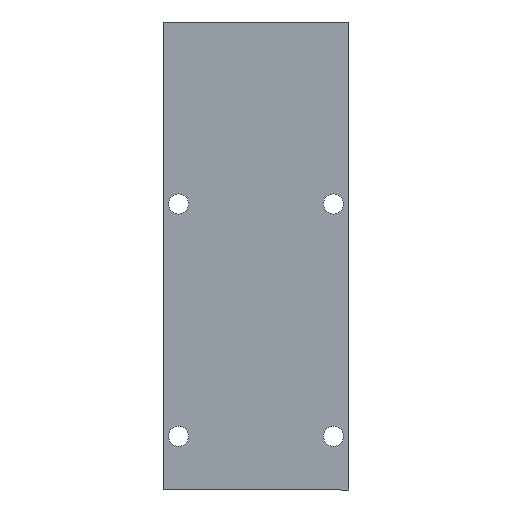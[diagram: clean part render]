
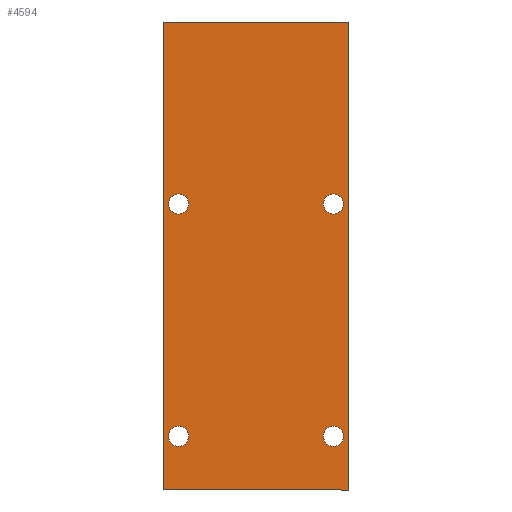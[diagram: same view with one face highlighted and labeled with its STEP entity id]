
A CAD part, front view. The second image highlights one B-rep face of the part: STEP entity #4594.
In plain terms, the highlighted planar face has unit normal (0, -1, 0).
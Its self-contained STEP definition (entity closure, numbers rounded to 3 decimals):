
#57 = EDGE_CURVE ( 'NONE', #1750, #643, #3366, .T. ) ;
#91 = EDGE_CURVE ( 'NONE', #1665, #749, #736, .T. ) ;
#99 = ORIENTED_EDGE ( 'NONE', *, *, #57, .F. ) ;
#100 = CARTESIAN_POINT ( 'NONE',  ( 10.181, 1.778, -137.525 ) ) ;
#140 = ORIENTED_EDGE ( 'NONE', *, *, #4535, .T. ) ;
#161 = CARTESIAN_POINT ( 'NONE',  ( 58.42, 1.778, 0. ) ) ;
#165 = EDGE_CURVE ( 'NONE', #695, #327, #311, .T. ) ;
#211 = DIRECTION ( 'NONE',  ( -1., 0., 0. ) ) ;
#217 = DIRECTION ( 'NONE',  ( 0., -1., 0. ) ) ;
#230 = CARTESIAN_POINT ( 'NONE',  ( -32.514, 1.778, -167.275 ) ) ;
#311 = LINE ( 'NONE', #1301, #2536 ) ;
#327 = VERTEX_POINT ( 'NONE', #1416 ) ;
#392 = CARTESIAN_POINT ( 'NONE',  ( -32.514, 1.778, -167.275 ) ) ;
#432 = DIRECTION ( 'NONE',  ( -1., 0., 0. ) ) ;
#546 = AXIS2_PLACEMENT_3D ( 'NONE', #161, #3715, #1082 ) ;
#549 = DIRECTION ( 'NONE',  ( -1., 0., 0. ) ) ;
#572 = VERTEX_POINT ( 'NONE', #3823 ) ;
#606 = DIRECTION ( 'NONE',  ( 0., -1., 0. ) ) ;
#621 = EDGE_LOOP ( 'NONE', ( #5200, #4007 ) ) ;
#626 = CARTESIAN_POINT ( 'NONE',  ( 12.111, 1.778, -167.275 ) ) ;
#636 = CARTESIAN_POINT ( 'NONE',  ( 47.06, 1.778, -134.62 ) ) ;
#643 = VERTEX_POINT ( 'NONE', #4679 ) ;
#657 = CIRCLE ( 'NONE', #2868, 1.93 ) ;
#673 = EDGE_CURVE ( 'NONE', #749, #1665, #4635, .T. ) ;
#683 = CARTESIAN_POINT ( 'NONE',  ( -42.818, 1.778, -134.62 ) ) ;
#695 = VERTEX_POINT ( 'NONE', #2181 ) ;
#736 = CIRCLE ( 'NONE', #4506, 1.93 ) ;
#749 = VERTEX_POINT ( 'NONE', #4766 ) ;
#830 = CARTESIAN_POINT ( 'NONE',  ( 12.111, 1.778, -137.525 ) ) ;
#858 = DIRECTION ( 'NONE',  ( -1., 0., 0. ) ) ;
#900 = VERTEX_POINT ( 'NONE', #4031 ) ;
#1030 = FACE_OUTER_BOUND ( 'NONE', #4710, .T. ) ;
#1082 = DIRECTION ( 'NONE',  ( 1., 0., 0. ) ) ;
#1174 = CARTESIAN_POINT ( 'NONE',  ( -30.583, 1.778, -167.275 ) ) ;
#1213 = EDGE_CURVE ( 'NONE', #900, #1977, #3147, .T. ) ;
#1228 = CIRCLE ( 'NONE', #3119, 1.93 ) ;
#1269 = EDGE_CURVE ( 'NONE', #1977, #900, #657, .T. ) ;
#1275 = DIRECTION ( 'NONE',  ( -1., 0., 0. ) ) ;
#1297 = FACE_BOUND ( 'NONE', #621, .T. ) ;
#1301 = CARTESIAN_POINT ( 'NONE',  ( 58.42, 1.778, -170.18 ) ) ;
#1310 = EDGE_LOOP ( 'NONE', ( #99, #5453 ) ) ;
#1388 = AXIS2_PLACEMENT_3D ( 'NONE', #2159, #5093, #2597 ) ;
#1416 = CARTESIAN_POINT ( 'NONE',  ( -42.819, 1.778, -170.18 ) ) ;
#1476 = DIRECTION ( 'NONE',  ( 0., 0., 1. ) ) ;
#1648 = VERTEX_POINT ( 'NONE', #683 ) ;
#1665 = VERTEX_POINT ( 'NONE', #1174 ) ;
#1750 = VERTEX_POINT ( 'NONE', #2093 ) ;
#1763 = CARTESIAN_POINT ( 'NONE',  ( 12.111, 1.778, -167.275 ) ) ;
#1977 = VERTEX_POINT ( 'NONE', #2293 ) ;
#2093 = CARTESIAN_POINT ( 'NONE',  ( 10.181, 1.778, -167.275 ) ) ;
#2154 = EDGE_CURVE ( 'NONE', #5038, #572, #4219, .T. ) ;
#2159 = CARTESIAN_POINT ( 'NONE',  ( -32.513, 1.778, -137.525 ) ) ;
#2181 = CARTESIAN_POINT ( 'NONE',  ( 47.06, 1.778, -170.18 ) ) ;
#2193 = FACE_BOUND ( 'NONE', #4524, .T. ) ;
#2212 = DIRECTION ( 'NONE',  ( -1., 0., 0. ) ) ;
#2264 = ORIENTED_EDGE ( 'NONE', *, *, #5073, .T. ) ;
#2293 = CARTESIAN_POINT ( 'NONE',  ( -34.444, 1.778, -137.525 ) ) ;
#2333 = VECTOR ( 'NONE', #1476, 1000. ) ;
#2419 = CARTESIAN_POINT ( 'NONE',  ( 12.111, 1.778, -137.525 ) ) ;
#2536 = VECTOR ( 'NONE', #5513, 1000. ) ;
#2597 = DIRECTION ( 'NONE',  ( -1., 0., 0. ) ) ;
#2754 = VECTOR ( 'NONE', #2801, 1000. ) ;
#2788 = CARTESIAN_POINT ( 'NONE',  ( 58.42, 1.778, -134.62 ) ) ;
#2801 = DIRECTION ( 'NONE',  ( -1., 0., 0. ) ) ;
#2863 = DIRECTION ( 'NONE',  ( 0., 0., -1. ) ) ;
#2864 = DIRECTION ( 'NONE',  ( -1., 0., 0. ) ) ;
#2868 = AXIS2_PLACEMENT_3D ( 'NONE', #5539, #3082, #432 ) ;
#2895 = VECTOR ( 'NONE', #2863, 1000. ) ;
#3030 = ORIENTED_EDGE ( 'NONE', *, *, #1213, .F. ) ;
#3082 = DIRECTION ( 'NONE',  ( 0., -1., 0. ) ) ;
#3119 = AXIS2_PLACEMENT_3D ( 'NONE', #1763, #4742, #2212 ) ;
#3139 = AXIS2_PLACEMENT_3D ( 'NONE', #830, #3888, #1275 ) ;
#3147 = CIRCLE ( 'NONE', #1388, 1.93 ) ;
#3172 = LINE ( 'NONE', #4503, #2895 ) ;
#3366 = CIRCLE ( 'NONE', #3970, 1.93 ) ;
#3369 = FACE_BOUND ( 'NONE', #1310, .T. ) ;
#3403 = ORIENTED_EDGE ( 'NONE', *, *, #165, .F. ) ;
#3497 = DIRECTION ( 'NONE',  ( 0., -1., 0. ) ) ;
#3527 = ORIENTED_EDGE ( 'NONE', *, *, #1269, .F. ) ;
#3715 = DIRECTION ( 'NONE',  ( 0., 1., 0. ) ) ;
#3769 = LINE ( 'NONE', #2788, #2754 ) ;
#3823 = CARTESIAN_POINT ( 'NONE',  ( 14.042, 1.778, -137.525 ) ) ;
#3888 = DIRECTION ( 'NONE',  ( 0., -1., 0. ) ) ;
#3970 = AXIS2_PLACEMENT_3D ( 'NONE', #626, #606, #549 ) ;
#3979 = AXIS2_PLACEMENT_3D ( 'NONE', #2419, #5327, #2864 ) ;
#4002 = EDGE_CURVE ( 'NONE', #1648, #327, #3172, .T. ) ;
#4007 = ORIENTED_EDGE ( 'NONE', *, *, #91, .F. ) ;
#4031 = CARTESIAN_POINT ( 'NONE',  ( -30.583, 1.778, -137.525 ) ) ;
#4089 = CIRCLE ( 'NONE', #3139, 1.93 ) ;
#4098 = PLANE ( 'NONE',  #546 ) ;
#4213 = EDGE_CURVE ( 'NONE', #572, #5038, #4089, .T. ) ;
#4219 = CIRCLE ( 'NONE', #3979, 1.93 ) ;
#4435 = ORIENTED_EDGE ( 'NONE', *, *, #4213, .F. ) ;
#4473 = ORIENTED_EDGE ( 'NONE', *, *, #2154, .F. ) ;
#4482 = CARTESIAN_POINT ( 'NONE',  ( 47.06, 1.778, -134.62 ) ) ;
#4503 = CARTESIAN_POINT ( 'NONE',  ( -42.818, 1.778, -134.62 ) ) ;
#4506 = AXIS2_PLACEMENT_3D ( 'NONE', #230, #217, #211 ) ;
#4524 = EDGE_LOOP ( 'NONE', ( #3527, #3030 ) ) ;
#4535 = EDGE_CURVE ( 'NONE', #4595, #1648, #3769, .T. ) ;
#4594 = ADVANCED_FACE ( 'NONE', ( #2193, #1297, #5530, #3369, #1030 ), #4098, .F. ) ;
#4595 = VERTEX_POINT ( 'NONE', #636 ) ;
#4635 = CIRCLE ( 'NONE', #5379, 1.93 ) ;
#4679 = CARTESIAN_POINT ( 'NONE',  ( 14.042, 1.778, -167.275 ) ) ;
#4710 = EDGE_LOOP ( 'NONE', ( #2264, #140, #5555, #3403 ) ) ;
#4742 = DIRECTION ( 'NONE',  ( 0., -1., 0. ) ) ;
#4766 = CARTESIAN_POINT ( 'NONE',  ( -34.444, 1.778, -167.275 ) ) ;
#4831 = EDGE_LOOP ( 'NONE', ( #4473, #4435 ) ) ;
#4840 = EDGE_CURVE ( 'NONE', #643, #1750, #1228, .T. ) ;
#5038 = VERTEX_POINT ( 'NONE', #100 ) ;
#5073 = EDGE_CURVE ( 'NONE', #695, #4595, #5392, .T. ) ;
#5093 = DIRECTION ( 'NONE',  ( 0., -1., 0. ) ) ;
#5200 = ORIENTED_EDGE ( 'NONE', *, *, #673, .F. ) ;
#5327 = DIRECTION ( 'NONE',  ( 0., -1., 0. ) ) ;
#5379 = AXIS2_PLACEMENT_3D ( 'NONE', #392, #3497, #858 ) ;
#5392 = LINE ( 'NONE', #4482, #2333 ) ;
#5453 = ORIENTED_EDGE ( 'NONE', *, *, #4840, .F. ) ;
#5513 = DIRECTION ( 'NONE',  ( -1., 0., 0. ) ) ;
#5530 = FACE_BOUND ( 'NONE', #4831, .T. ) ;
#5539 = CARTESIAN_POINT ( 'NONE',  ( -32.513, 1.778, -137.525 ) ) ;
#5555 = ORIENTED_EDGE ( 'NONE', *, *, #4002, .T. ) ;
